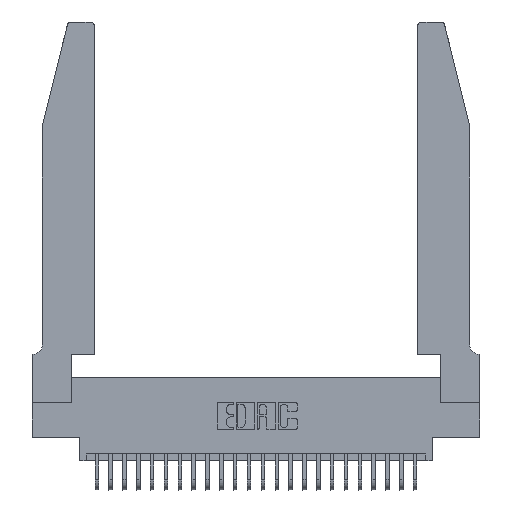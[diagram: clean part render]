
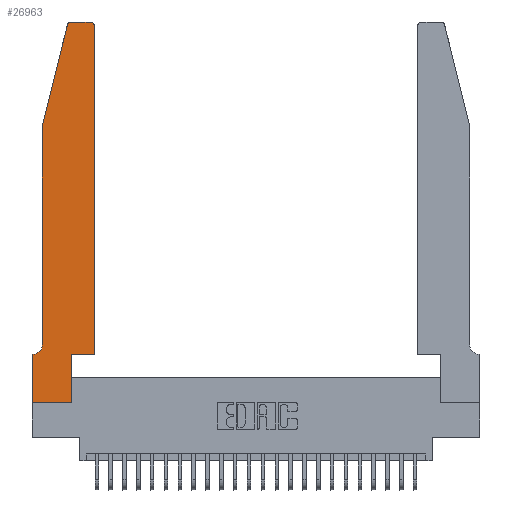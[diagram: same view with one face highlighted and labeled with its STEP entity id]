
A CAD part, top view. The second image highlights one B-rep face of the part: STEP entity #26963.
In plain terms, the highlighted planar face has unit normal (0, 0, 1).
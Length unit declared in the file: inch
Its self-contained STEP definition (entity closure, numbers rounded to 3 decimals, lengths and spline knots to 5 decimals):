
#20 = CARTESIAN_POINT ( 'NONE',  ( 0., 0., 0.37 ) ) ;
#424 = DIRECTION ( 'NONE',  ( 1., 0., 0. ) ) ;
#706 = VERTEX_POINT ( 'NONE', #24596 ) ;
#775 = FACE_OUTER_BOUND ( 'NONE', #26088, .T. ) ;
#1197 = DIRECTION ( 'NONE',  ( 1., 0., 0. ) ) ;
#1309 = EDGE_CURVE ( 'NONE', #8844, #1986, #10565, .T. ) ;
#1312 = VERTEX_POINT ( 'NONE', #22358 ) ;
#1434 = CARTESIAN_POINT ( 'NONE',  ( 0.2605, 2.75, 0.37 ) ) ;
#1689 = DIRECTION ( 'NONE',  ( 0., 0., 1. ) ) ;
#1732 = AXIS2_PLACEMENT_3D ( 'NONE', #11438, #13561, #424 ) ;
#1986 = VERTEX_POINT ( 'NONE', #10181 ) ;
#2143 = ORIENTED_EDGE ( 'NONE', *, *, #12303, .T. ) ;
#2348 = VERTEX_POINT ( 'NONE', #22516 ) ;
#2639 = PLANE ( 'NONE',  #1732 ) ;
#3155 = ORIENTED_EDGE ( 'NONE', *, *, #22653, .T. ) ;
#3704 = CARTESIAN_POINT ( 'NONE',  ( 0.0755, 2., 0.37 ) ) ;
#3757 = ORIENTED_EDGE ( 'NONE', *, *, #9727, .T. ) ;
#4128 = CARTESIAN_POINT ( 'NONE',  ( 0.0755, 0.35, 0.37 ) ) ;
#4143 = VECTOR ( 'NONE', #4694, 39.37008 ) ;
#4300 = EDGE_CURVE ( 'NONE', #17992, #18713, #19994, .T. ) ;
#4437 = ORIENTED_EDGE ( 'NONE', *, *, #4300, .T. ) ;
#4694 = DIRECTION ( 'NONE',  ( 0., -1., 0. ) ) ;
#5092 = VERTEX_POINT ( 'NONE', #21567 ) ;
#5244 = LINE ( 'NONE', #27748, #21548 ) ;
#5348 = LINE ( 'NONE', #15629, #16076 ) ;
#5783 = AXIS2_PLACEMENT_3D ( 'NONE', #19544, #6844, #21663 ) ;
#6203 = ORIENTED_EDGE ( 'NONE', *, *, #9956, .T. ) ;
#6386 = DIRECTION ( 'NONE',  ( -1., 0., 0. ) ) ;
#6422 = DIRECTION ( 'NONE',  ( -0.239, -0.971, 0. ) ) ;
#6844 = DIRECTION ( 'NONE',  ( 0., 0., 1. ) ) ;
#8844 = VERTEX_POINT ( 'NONE', #25338 ) ;
#9354 = LINE ( 'NONE', #1434, #20555 ) ;
#9727 = EDGE_CURVE ( 'NONE', #1986, #24083, #15117, .T. ) ;
#9956 = EDGE_CURVE ( 'NONE', #22671, #8844, #5348, .T. ) ;
#10053 = CIRCLE ( 'NONE', #5783, 0.03 ) ;
#10181 = CARTESIAN_POINT ( 'NONE',  ( 0.0055, 0.35, 0.37 ) ) ;
#10565 = CIRCLE ( 'NONE', #15269, 0.07 ) ;
#10584 = ORIENTED_EDGE ( 'NONE', *, *, #11645, .T. ) ;
#11018 = LINE ( 'NONE', #25125, #21544 ) ;
#11438 = CARTESIAN_POINT ( 'NONE',  ( 0., 0.35, 0.37 ) ) ;
#11645 = EDGE_CURVE ( 'NONE', #5092, #25156, #11018, .T. ) ;
#11712 = ORIENTED_EDGE ( 'NONE', *, *, #13037, .T. ) ;
#12022 = ORIENTED_EDGE ( 'NONE', *, *, #1309, .T. ) ;
#12303 = EDGE_CURVE ( 'NONE', #1312, #5092, #5244, .T. ) ;
#12547 = LINE ( 'NONE', #20513, #16194 ) ;
#13037 = EDGE_CURVE ( 'NONE', #24083, #706, #21174, .T. ) ;
#13561 = DIRECTION ( 'NONE',  ( 0., 0., 1. ) ) ;
#13934 = CARTESIAN_POINT ( 'NONE',  ( 0.25487, 2.72718, 0.37 ) ) ;
#14683 = EDGE_CURVE ( 'NONE', #2348, #16501, #10053, .T. ) ;
#14730 = CARTESIAN_POINT ( 'NONE',  ( 0.284, 2.72, 0.37 ) ) ;
#14994 = LINE ( 'NONE', #17048, #19889 ) ;
#15117 = LINE ( 'NONE', #4128, #25565 ) ;
#15201 = DIRECTION ( 'NONE',  ( 0., 1., 0. ) ) ;
#15269 = AXIS2_PLACEMENT_3D ( 'NONE', #17776, #18128, #18382 ) ;
#15546 = EDGE_CURVE ( 'NONE', #18713, #22671, #14994, .T. ) ;
#15558 = CARTESIAN_POINT ( 'NONE',  ( 0.4505, 0.35, 0.37 ) ) ;
#15629 = CARTESIAN_POINT ( 'NONE',  ( 0.0755, 2., 0.37 ) ) ;
#15881 = ORIENTED_EDGE ( 'NONE', *, *, #14683, .T. ) ;
#16076 = VECTOR ( 'NONE', #25956, 39.37008 ) ;
#16194 = VECTOR ( 'NONE', #1197, 39.37008 ) ;
#16501 = VERTEX_POINT ( 'NONE', #24567 ) ;
#16611 = DIRECTION ( 'NONE',  ( -1., 0., 0. ) ) ;
#16839 = DIRECTION ( 'NONE',  ( 1., 0., 0. ) ) ;
#17048 = CARTESIAN_POINT ( 'NONE',  ( 0.0755, 2., 0.37 ) ) ;
#17313 = EDGE_CURVE ( 'NONE', #706, #1312, #12547, .T. ) ;
#17481 = CARTESIAN_POINT ( 'NONE',  ( 0., 0.35, 0.37 ) ) ;
#17776 = CARTESIAN_POINT ( 'NONE',  ( 0.0055, 0.42, 0.37 ) ) ;
#17992 = VERTEX_POINT ( 'NONE', #23697 ) ;
#18128 = DIRECTION ( 'NONE',  ( 0., 0., -1. ) ) ;
#18308 = ORIENTED_EDGE ( 'NONE', *, *, #15546, .T. ) ;
#18382 = DIRECTION ( 'NONE',  ( -1., 0., 0. ) ) ;
#18713 = VERTEX_POINT ( 'NONE', #13934 ) ;
#19134 = CARTESIAN_POINT ( 'NONE',  ( 0.4505, 0.35, 0.37 ) ) ;
#19499 = AXIS2_PLACEMENT_3D ( 'NONE', #14730, #1689, #16839 ) ;
#19544 = CARTESIAN_POINT ( 'NONE',  ( 0.4205, 2.72, 0.37 ) ) ;
#19889 = VECTOR ( 'NONE', #6422, 39.37008 ) ;
#19994 = CIRCLE ( 'NONE', #19499, 0.03 ) ;
#20513 = CARTESIAN_POINT ( 'NONE',  ( 0., 0., 0.37 ) ) ;
#20555 = VECTOR ( 'NONE', #16611, 39.37008 ) ;
#21174 = LINE ( 'NONE', #20, #4143 ) ;
#21544 = VECTOR ( 'NONE', #27254, 39.37008 ) ;
#21548 = VECTOR ( 'NONE', #15201, 39.37008 ) ;
#21567 = CARTESIAN_POINT ( 'NONE',  ( 0.2865, 0.35, 0.37 ) ) ;
#21663 = DIRECTION ( 'NONE',  ( 1., 0., 0. ) ) ;
#21678 = LINE ( 'NONE', #15558, #25919 ) ;
#22358 = CARTESIAN_POINT ( 'NONE',  ( 0.2865, 0., 0.37 ) ) ;
#22516 = CARTESIAN_POINT ( 'NONE',  ( 0.4505, 2.72, 0.37 ) ) ;
#22653 = EDGE_CURVE ( 'NONE', #16501, #17992, #9354, .T. ) ;
#22671 = VERTEX_POINT ( 'NONE', #3704 ) ;
#23697 = CARTESIAN_POINT ( 'NONE',  ( 0.284, 2.75, 0.37 ) ) ;
#24083 = VERTEX_POINT ( 'NONE', #17481 ) ;
#24567 = CARTESIAN_POINT ( 'NONE',  ( 0.4205, 2.75, 0.37 ) ) ;
#24596 = CARTESIAN_POINT ( 'NONE',  ( 0., 0., 0.37 ) ) ;
#25023 = ORIENTED_EDGE ( 'NONE', *, *, #26358, .T. ) ;
#25125 = CARTESIAN_POINT ( 'NONE',  ( 0.4505, 0.35, 0.37 ) ) ;
#25156 = VERTEX_POINT ( 'NONE', #19134 ) ;
#25338 = CARTESIAN_POINT ( 'NONE',  ( 0.0755, 0.42, 0.37 ) ) ;
#25565 = VECTOR ( 'NONE', #6386, 39.37008 ) ;
#25919 = VECTOR ( 'NONE', #26070, 39.37008 ) ;
#25956 = DIRECTION ( 'NONE',  ( 0., -1., 0. ) ) ;
#26070 = DIRECTION ( 'NONE',  ( 0., 1., 0. ) ) ;
#26088 = EDGE_LOOP ( 'NONE', ( #3155, #4437, #18308, #6203, #12022, #3757, #11712, #26870, #2143, #10584, #25023, #15881 ) ) ;
#26358 = EDGE_CURVE ( 'NONE', #25156, #2348, #21678, .T. ) ;
#26870 = ORIENTED_EDGE ( 'NONE', *, *, #17313, .T. ) ;
#26963 = ADVANCED_FACE ( 'NONE', ( #775 ), #2639, .T. ) ;
#27254 = DIRECTION ( 'NONE',  ( 1., 0., 0. ) ) ;
#27748 = CARTESIAN_POINT ( 'NONE',  ( 0.2865, 0.35, 0.37 ) ) ;
